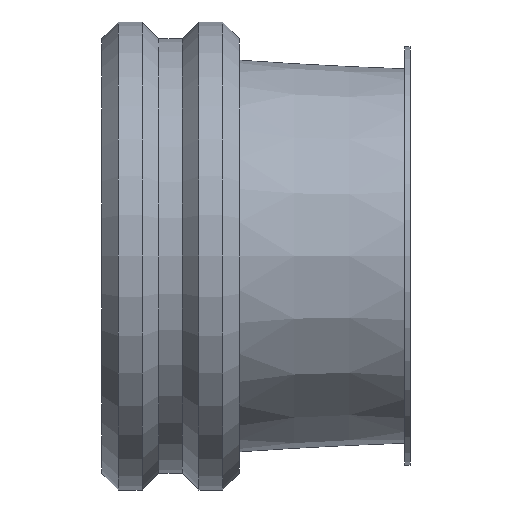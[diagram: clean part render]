
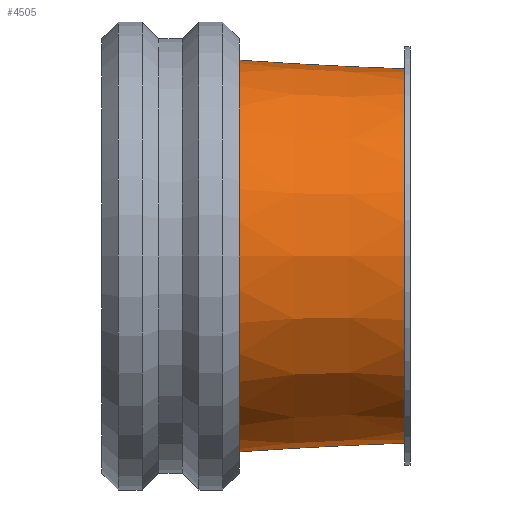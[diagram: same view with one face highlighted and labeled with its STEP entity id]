
A CAD part, left-side view. The second image highlights one B-rep face of the part: STEP entity #4505.
In plain terms, the highlighted conical face has half-angle 3 degrees and reference radius 51.361 mm.
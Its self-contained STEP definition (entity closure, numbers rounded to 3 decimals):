
#25=CONICAL_SURFACE('',#4851,51.361,0.052);
#606=LINE('',#10332,#955);
#955=VECTOR('',#5866,51.361);
#1264=FACE_OUTER_BOUND('',#1543,.T.);
#1543=EDGE_LOOP('',(#4121,#4122,#4123,#4124));
#1545=CIRCLE('',#4522,50.391);
#1705=CIRCLE('',#4850,52.723);
#1707=VERTEX_POINT('',#5871);
#2141=VERTEX_POINT('',#10329);
#2143=EDGE_CURVE('',#1707,#1707,#1545,.T.);
#2801=EDGE_CURVE('',#2141,#2141,#1705,.T.);
#2802=EDGE_CURVE('',#2141,#1707,#606,.T.);
#4121=ORIENTED_EDGE('',*,*,#2801,.T.);
#4122=ORIENTED_EDGE('',*,*,#2802,.T.);
#4123=ORIENTED_EDGE('',*,*,#2143,.T.);
#4124=ORIENTED_EDGE('',*,*,#2802,.F.);
#4505=ADVANCED_FACE('',(#1264),#25,.T.);
#4522=AXIS2_PLACEMENT_3D('',#5872,#4858,#4859);
#4850=AXIS2_PLACEMENT_3D('',#10330,#5862,#5863);
#4851=AXIS2_PLACEMENT_3D('',#10331,#5864,#5865);
#4858=DIRECTION('center_axis',(0.,1.,0.));
#4859=DIRECTION('ref_axis',(1.,0.,0.));
#5862=DIRECTION('center_axis',(0.,-1.,0.));
#5863=DIRECTION('ref_axis',(1.,0.,0.));
#5864=DIRECTION('center_axis',(0.,1.,0.));
#5865=DIRECTION('ref_axis',(1.,0.,0.));
#5866=DIRECTION('',(0.052,-0.999,0.));
#5871=CARTESIAN_POINT('',(-50.391,7.5,0.));
#5872=CARTESIAN_POINT('Origin',(0.,7.5,0.));
#10329=CARTESIAN_POINT('',(-52.723,52.,0.));
#10330=CARTESIAN_POINT('Origin',(0.,52.,0.));
#10331=CARTESIAN_POINT('Origin',(0.,26.,0.));
#10332=CARTESIAN_POINT('',(-51.361,26.,0.));
